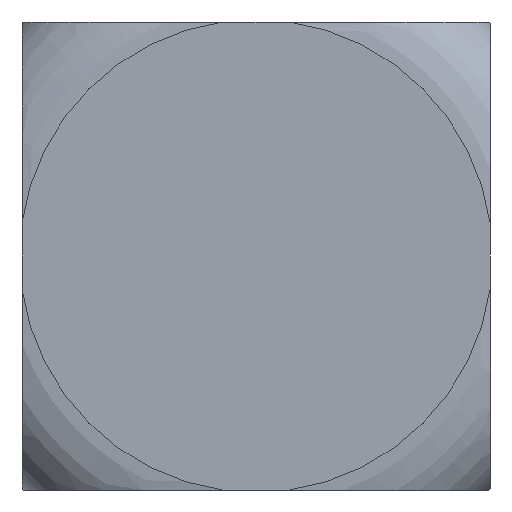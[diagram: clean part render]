
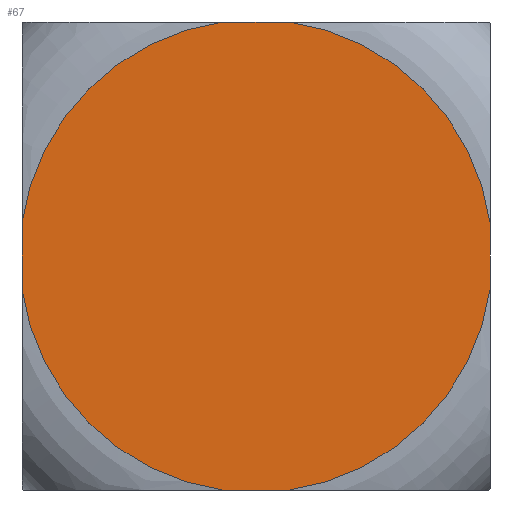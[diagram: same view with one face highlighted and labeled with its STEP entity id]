
A CAD part, left-side view. The second image highlights one B-rep face of the part: STEP entity #67.
In plain terms, the highlighted planar face has unit normal (-1, 0, 0).
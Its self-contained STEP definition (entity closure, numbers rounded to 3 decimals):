
#67 = ADVANCED_FACE( '', ( #141 ), #142, .F. );
#141 = FACE_OUTER_BOUND( '', #222, .T. );
#142 = PLANE( '', #223 );
#222 = EDGE_LOOP( '', ( #342, #343, #344, #345, #346, #347, #348, #349 ) );
#223 = AXIS2_PLACEMENT_3D( '', #350, #351, #352 );
#342 = ORIENTED_EDGE( '', *, *, #474, .F. );
#343 = ORIENTED_EDGE( '', *, *, #500, .F. );
#344 = ORIENTED_EDGE( '', *, *, #501, .F. );
#345 = ORIENTED_EDGE( '', *, *, #502, .F. );
#346 = ORIENTED_EDGE( '', *, *, #503, .F. );
#347 = ORIENTED_EDGE( '', *, *, #489, .F. );
#348 = ORIENTED_EDGE( '', *, *, #504, .F. );
#349 = ORIENTED_EDGE( '', *, *, #477, .F. );
#350 = CARTESIAN_POINT( '', ( 0., 0., 0. ) );
#351 = DIRECTION( '', ( 1., 0., 0. ) );
#352 = DIRECTION( '', ( 0., 0., -1. ) );
#474 = EDGE_CURVE( '', #557, #549, #559, .T. );
#477 = EDGE_CURVE( '', #549, #561, #563, .T. );
#489 = EDGE_CURVE( '', #580, #582, #583, .T. );
#500 = EDGE_CURVE( '', #600, #557, #601, .T. );
#501 = EDGE_CURVE( '', #602, #600, #603, .T. );
#502 = EDGE_CURVE( '', #604, #602, #605, .T. );
#503 = EDGE_CURVE( '', #582, #604, #606, .T. );
#504 = EDGE_CURVE( '', #561, #580, #607, .T. );
#549 = VERTEX_POINT( '', #660 );
#557 = VERTEX_POINT( '', #698 );
#559 = LINE( '', #725, #726 );
#561 = VERTEX_POINT( '', #728 );
#563 = CIRCLE( '', #755, 17.675 );
#580 = VERTEX_POINT( '', #775 );
#582 = VERTEX_POINT( '', #804 );
#583 = CIRCLE( '', #805, 17.675 );
#600 = VERTEX_POINT( '', #850 );
#601 = CIRCLE( '', #851, 17.675 );
#602 = VERTEX_POINT( '', #852 );
#603 = LINE( '', #853, #854 );
#604 = VERTEX_POINT( '', #855 );
#605 = CIRCLE( '', #856, 17.675 );
#606 = LINE( '', #857, #858 );
#607 = LINE( '', #859, #860 );
#660 = CARTESIAN_POINT( '', ( 0., 17.5, 2.481 ) );
#698 = CARTESIAN_POINT( '', ( 0., 17.5, -2.481 ) );
#725 = CARTESIAN_POINT( '', ( 0., 17.5, -17.5 ) );
#726 = VECTOR( '', #996, 1000. );
#728 = CARTESIAN_POINT( '', ( 0., 2.481, 17.5 ) );
#755 = AXIS2_PLACEMENT_3D( '', #997, #998, #999 );
#775 = CARTESIAN_POINT( '', ( 0., -2.481, 17.5 ) );
#804 = CARTESIAN_POINT( '', ( 0., -17.5, 2.481 ) );
#805 = AXIS2_PLACEMENT_3D( '', #1015, #1016, #1017 );
#850 = CARTESIAN_POINT( '', ( 0., 2.481, -17.5 ) );
#851 = AXIS2_PLACEMENT_3D( '', #1030, #1031, #1032 );
#852 = CARTESIAN_POINT( '', ( 0., -2.481, -17.5 ) );
#853 = CARTESIAN_POINT( '', ( 0., -17.5, -17.5 ) );
#854 = VECTOR( '', #1033, 1000. );
#855 = CARTESIAN_POINT( '', ( 0., -17.5, -2.481 ) );
#856 = AXIS2_PLACEMENT_3D( '', #1034, #1035, #1036 );
#857 = CARTESIAN_POINT( '', ( 0., -17.5, 17.5 ) );
#858 = VECTOR( '', #1037, 1000. );
#859 = CARTESIAN_POINT( '', ( 0., 17.5, 17.5 ) );
#860 = VECTOR( '', #1038, 1000. );
#996 = DIRECTION( '', ( 0., 0., 1. ) );
#997 = CARTESIAN_POINT( '', ( 0., 0., 0. ) );
#998 = DIRECTION( '', ( 1., 0., 0. ) );
#999 = DIRECTION( '', ( 0., 0., -1. ) );
#1015 = CARTESIAN_POINT( '', ( 0., 0., 0. ) );
#1016 = DIRECTION( '', ( 1., 0., 0. ) );
#1017 = DIRECTION( '', ( 0., 0., -1. ) );
#1030 = CARTESIAN_POINT( '', ( 0., 0., 0. ) );
#1031 = DIRECTION( '', ( 1., 0., 0. ) );
#1032 = DIRECTION( '', ( 0., 0., -1. ) );
#1033 = DIRECTION( '', ( 0., 1., 0. ) );
#1034 = CARTESIAN_POINT( '', ( 0., 0., 0. ) );
#1035 = DIRECTION( '', ( 1., 0., 0. ) );
#1036 = DIRECTION( '', ( 0., 0., -1. ) );
#1037 = DIRECTION( '', ( 0., 0., -1. ) );
#1038 = DIRECTION( '', ( 0., -1., 0. ) );
